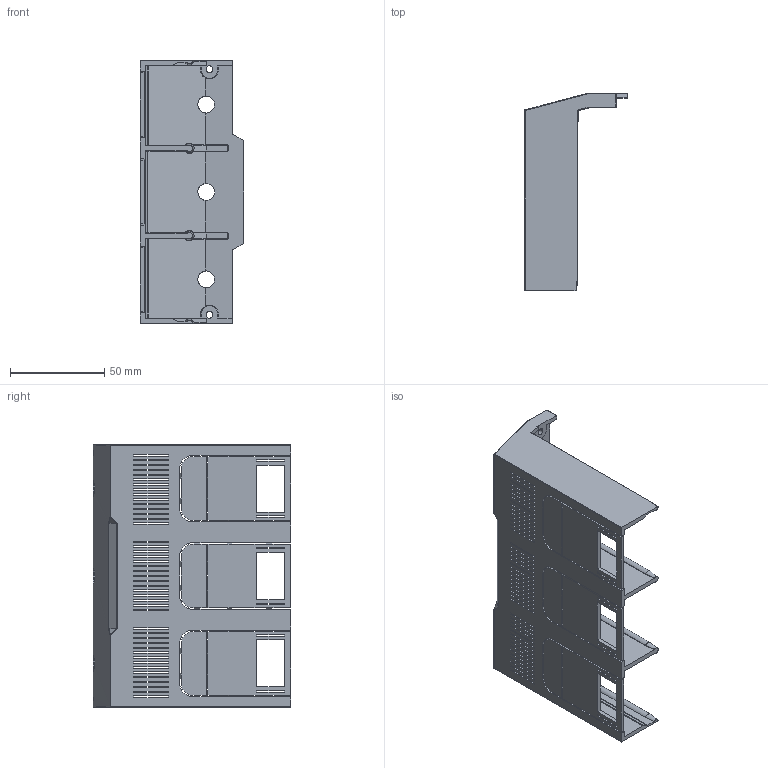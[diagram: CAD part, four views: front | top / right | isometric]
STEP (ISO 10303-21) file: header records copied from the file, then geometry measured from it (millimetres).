
FILE_DESCRIPTION(/* description */ (''),/* implementation_level */ '2;1');
FILE_NAME(/* name */ 'FILE_STP_CAD_DRAWING_3D_P5X832S_prt.stp',/* time_stamp */ '2025-07-28T15:30:46+02:00',/* author */ (''),/* organization */ (''),/* preprocessor_version */ 'ST-DEVELOPER v20',/* originating_system */ 'SIEMENS PLM Software NX2406.8500',/* authorisation */ '');
FILE_SCHEMA (('AUTOMOTIVE_DESIGN { 1 0 10303 214 3 1 1 1 }'));
Length unit declared in the file: millimetre
Products named in the file (1): 3D_P5X832S
Bounding box: 54.8 x 105 x 139.6 mm (x, y, z)
Surface area: 64898.2 mm2 (no closed solid volume)
Topology: 0 solids, 1 shells, 442 faces, 1770 edges, 1139 vertices
Faces by surface type: plane 281, cylinder 124, bspline 16, torus 12, cone 6, sphere 2, revolution 1
Entity records: 19320 total; most frequent: CARTESIAN_POINT 4997, ORIENTED_EDGE 2830, DIRECTION 2689, EDGE_CURVE 1770, LINE 1428, VECTOR 1428, VERTEX_POINT 1138, AXIS2_PLACEMENT_3D 630
